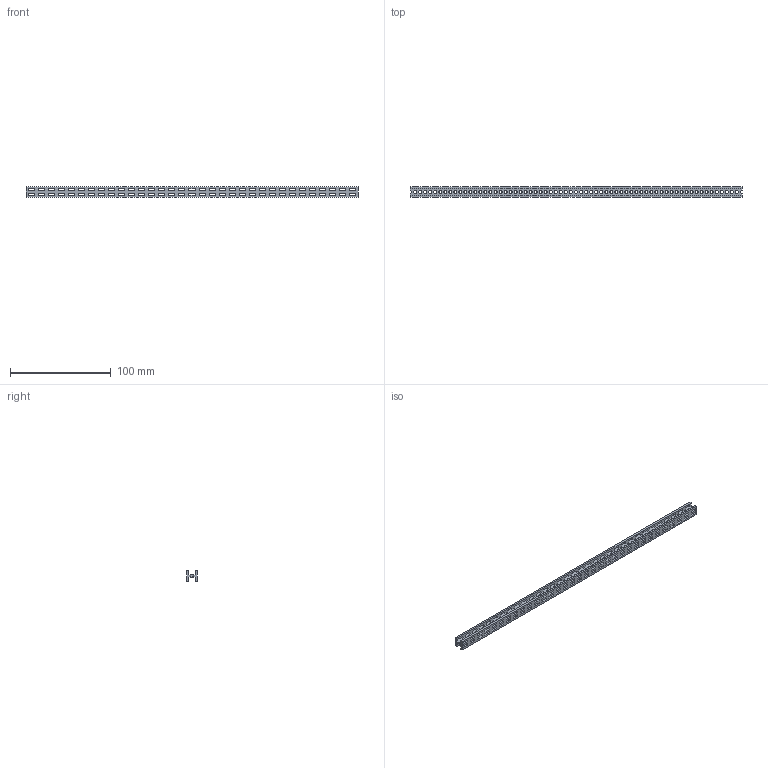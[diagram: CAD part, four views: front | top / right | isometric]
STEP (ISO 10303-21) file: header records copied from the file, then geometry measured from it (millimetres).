
FILE_DESCRIPTION (( 'STEP AP203' ), '1' );
FILE_NAME ('Beam 330.STEP', '2017-02-03T08:56:26', ( '' ), ( '' ), 'SwSTEP 2.0', 'SolidWorks 2015', '' );
FILE_SCHEMA (( 'CONFIG_CONTROL_DESIGN' ));
Length unit declared in the file: millimetre
Products named in the file (1): Beam 330
Bounding box: 330 x 10 x 10 mm (x, y, z)
Volume: 13058.9 mm3; surface area: 19939 mm2
Topology: 1 solids, 1 shells, 545 faces, 2025 edges, 1350 vertices
Faces by surface type: plane 412, cylinder 133
Entity records: 22110 total; most frequent: ORIENTED_EDGE 4050, CARTESIAN_POINT 3921, DIRECTION 3383, EDGE_CURVE 2025, LINE 1759, VECTOR 1759, VERTEX_POINT 1350, AXIS2_PLACEMENT_3D 812
